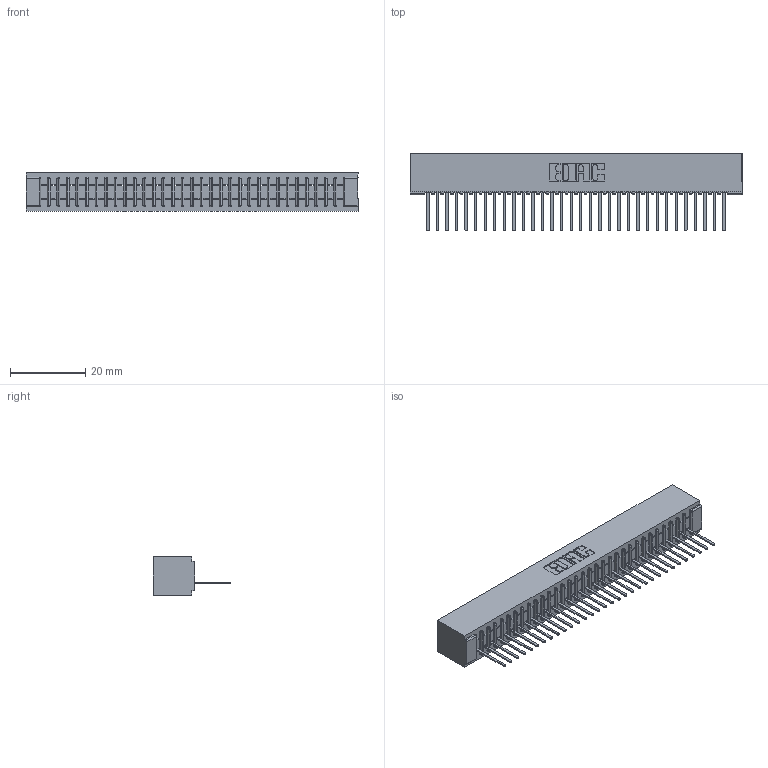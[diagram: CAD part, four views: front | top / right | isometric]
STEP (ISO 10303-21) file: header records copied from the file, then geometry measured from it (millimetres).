
FILE_DESCRIPTION (( 'STEP AP203' ), '1' );
FILE_NAME ('391-032-522-101.STEP', '2018-08-08T22:06:57', ( '' ), ( '' ), 'SwSTEP 2.0', 'SolidWorks 2016', '' );
FILE_SCHEMA (( 'CONFIG_CONTROL_DESIGN' ));
Length unit declared in the file: inch
Products named in the file (3): 341 Part_No Mounting Lugs; 341-292-001_341-292-122; 391-032-522-101
Assembly tree (33 placements, depth 2):
  391-032-522-101
    341 Part_No Mounting Lugs
    341-292-001_341-292-122  x32
Bounding box: 88.27 x 20.62 x 10.16 mm (x, y, z)
Volume: 6559.8 mm3; surface area: 10684.2 mm2
Topology: 33 solids, 33 shells, 2732 faces, 7876 edges, 5054 vertices
Faces by surface type: plane 1696, cylinder 908, sphere 66, torus 62
Entity records: 38757 total; most frequent: CARTESIAN_POINT 6580, ORIENTED_EDGE 6568, DIRECTION 6358, EDGE_CURVE 3284, LINE 2646, VECTOR 2646, VERTEX_POINT 2078, AXIS2_PLACEMENT_3D 1856
